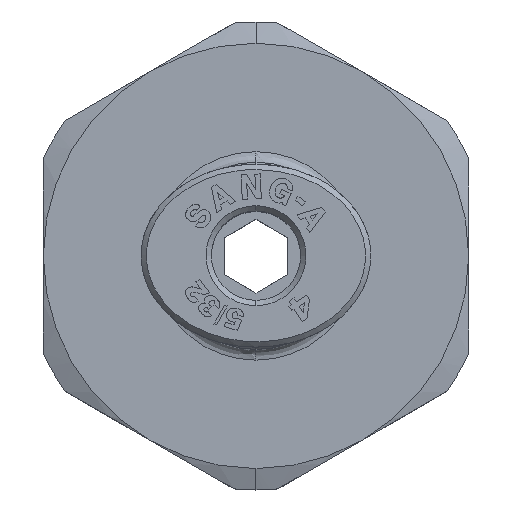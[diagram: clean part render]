
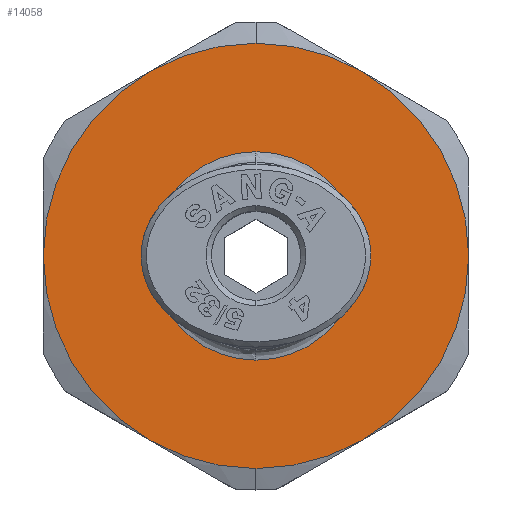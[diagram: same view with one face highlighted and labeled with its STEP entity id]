
A CAD part, top view. The second image highlights one B-rep face of the part: STEP entity #14058.
In plain terms, the highlighted planar face has unit normal (0, 0, 1).
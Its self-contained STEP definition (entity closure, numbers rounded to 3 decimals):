
#389=CARTESIAN_POINT('',(10.,0.,6.65));
#390=VERTEX_POINT('',#389);
#398=CARTESIAN_POINT('',(8.66,5.,6.65));
#399=VERTEX_POINT('',#398);
#413=CARTESIAN_POINT('',(0.0,0.0,6.65));
#414=DIRECTION('',(0.0,0.0,1.0));
#415=DIRECTION('',(-1.0,0.0,0.0));
#416=AXIS2_PLACEMENT_3D('',#413,#414,#415);
#417=CIRCLE('',#416,10.);
#418=EDGE_CURVE('',#390,#399,#417,.T.);
#428=CARTESIAN_POINT('',(-10.,0.,6.65));
#429=VERTEX_POINT('',#428);
#436=CARTESIAN_POINT('',(-8.66,5.,6.65));
#437=VERTEX_POINT('',#436);
#438=CARTESIAN_POINT('',(0.0,0.0,6.65));
#439=DIRECTION('',(0.0,0.0,1.0));
#440=DIRECTION('',(-1.0,0.0,0.0));
#441=AXIS2_PLACEMENT_3D('',#438,#439,#440);
#442=CIRCLE('',#441,10.);
#443=EDGE_CURVE('',#437,#429,#442,.T.);
#625=CARTESIAN_POINT('',(-4.9,0.0,6.65));
#626=VERTEX_POINT('',#625);
#634=CARTESIAN_POINT('',(4.9,0.,6.65));
#635=VERTEX_POINT('',#634);
#636=CARTESIAN_POINT('',(0.0,0.0,6.65));
#637=DIRECTION('',(0.0,0.0,1.0));
#638=DIRECTION('',(1.0,0.0,0.0));
#639=AXIS2_PLACEMENT_3D('',#636,#637,#638);
#640=CIRCLE('',#639,4.9);
#641=EDGE_CURVE('',#626,#635,#640,.T.);
#13985=CARTESIAN_POINT('',(0.0,0.0,6.65));
#13986=DIRECTION('',(0.0,0.0,1.0));
#13987=DIRECTION('',(1.0,0.0,0.0));
#13988=AXIS2_PLACEMENT_3D('',#13985,#13986,#13987);
#13989=CIRCLE('',#13988,4.9);
#13990=EDGE_CURVE('',#635,#626,#13989,.T.);
#13995=CARTESIAN_POINT('',(-4.7,0.0,6.65));
#13996=DIRECTION('',(0.0,0.0,1.0));
#13997=DIRECTION('',(1.0,0.0,0.0));
#13998=AXIS2_PLACEMENT_3D('',#13995,#13996,#13997);
#13999=PLANE('',#13998);
#14000=CARTESIAN_POINT('',(0.,-10.,6.65));
#14001=VERTEX_POINT('',#14000);
#14002=CARTESIAN_POINT('',(8.66,-5.,6.65));
#14003=VERTEX_POINT('',#14002);
#14004=CARTESIAN_POINT('',(0.0,0.0,6.65));
#14005=DIRECTION('',(0.0,0.0,1.0));
#14006=DIRECTION('',(-1.0,0.0,0.0));
#14007=AXIS2_PLACEMENT_3D('',#14004,#14005,#14006);
#14008=CIRCLE('',#14007,10.);
#14009=EDGE_CURVE('',#14001,#14003,#14008,.T.);
#14010=ORIENTED_EDGE('',*,*,#14009,.T.);
#14011=CARTESIAN_POINT('',(0.0,0.0,6.65));
#14012=DIRECTION('',(0.0,0.0,1.0));
#14013=DIRECTION('',(-1.0,0.0,0.0));
#14014=AXIS2_PLACEMENT_3D('',#14011,#14012,#14013);
#14015=CIRCLE('',#14014,10.);
#14016=EDGE_CURVE('',#14003,#390,#14015,.T.);
#14017=ORIENTED_EDGE('',*,*,#14016,.T.);
#14018=ORIENTED_EDGE('',*,*,#418,.T.);
#14019=CARTESIAN_POINT('',(0.,10.,6.65));
#14020=VERTEX_POINT('',#14019);
#14021=CARTESIAN_POINT('',(0.0,0.0,6.65));
#14022=DIRECTION('',(0.0,0.0,1.0));
#14023=DIRECTION('',(-1.0,0.0,0.0));
#14024=AXIS2_PLACEMENT_3D('',#14021,#14022,#14023);
#14025=CIRCLE('',#14024,10.);
#14026=EDGE_CURVE('',#399,#14020,#14025,.T.);
#14027=ORIENTED_EDGE('',*,*,#14026,.T.);
#14028=CARTESIAN_POINT('',(0.0,0.0,6.65));
#14029=DIRECTION('',(0.0,0.0,1.0));
#14030=DIRECTION('',(-1.0,0.0,0.0));
#14031=AXIS2_PLACEMENT_3D('',#14028,#14029,#14030);
#14032=CIRCLE('',#14031,10.);
#14033=EDGE_CURVE('',#14020,#437,#14032,.T.);
#14034=ORIENTED_EDGE('',*,*,#14033,.T.);
#14035=ORIENTED_EDGE('',*,*,#443,.T.);
#14036=CARTESIAN_POINT('',(-8.66,-5.,6.65));
#14037=VERTEX_POINT('',#14036);
#14038=CARTESIAN_POINT('',(0.0,0.0,6.65));
#14039=DIRECTION('',(0.0,0.0,1.0));
#14040=DIRECTION('',(-1.0,0.0,0.0));
#14041=AXIS2_PLACEMENT_3D('',#14038,#14039,#14040);
#14042=CIRCLE('',#14041,10.);
#14043=EDGE_CURVE('',#429,#14037,#14042,.T.);
#14044=ORIENTED_EDGE('',*,*,#14043,.T.);
#14045=CARTESIAN_POINT('',(0.0,0.0,6.65));
#14046=DIRECTION('',(0.0,0.0,1.0));
#14047=DIRECTION('',(-1.0,0.0,0.0));
#14048=AXIS2_PLACEMENT_3D('',#14045,#14046,#14047);
#14049=CIRCLE('',#14048,10.);
#14050=EDGE_CURVE('',#14037,#14001,#14049,.T.);
#14051=ORIENTED_EDGE('',*,*,#14050,.T.);
#14052=EDGE_LOOP('',(#14010,#14017,#14018,#14027,#14034,#14035,#14044,#14051));
#14053=FACE_OUTER_BOUND('',#14052,.T.);
#14054=ORIENTED_EDGE('',*,*,#641,.F.);
#14055=ORIENTED_EDGE('',*,*,#13990,.F.);
#14056=EDGE_LOOP('',(#14054,#14055));
#14057=FACE_BOUND('',#14056,.T.);
#14058=ADVANCED_FACE('',(#14053,#14057),#13999,.T.);
